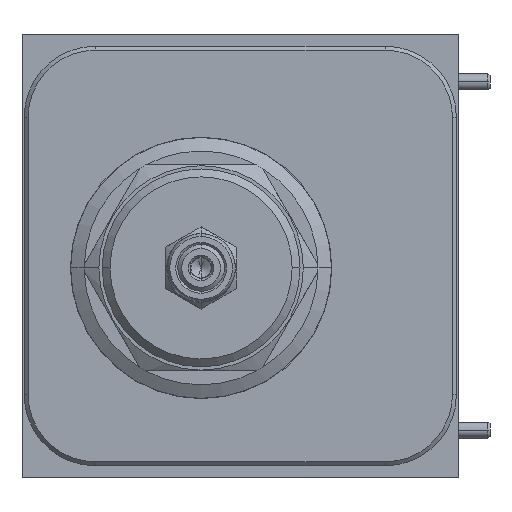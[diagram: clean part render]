
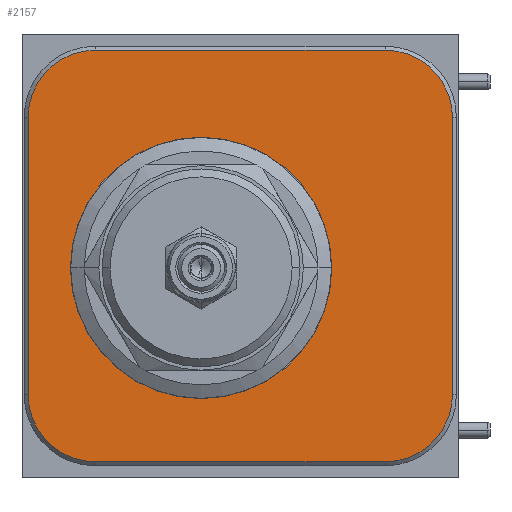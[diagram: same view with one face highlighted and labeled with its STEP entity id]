
A CAD part, left-side view. The second image highlights one B-rep face of the part: STEP entity #2157.
In plain terms, the highlighted planar face has unit normal (-1, 0, 0).
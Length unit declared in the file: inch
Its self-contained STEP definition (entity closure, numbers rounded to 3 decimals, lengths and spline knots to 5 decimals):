
#57=CARTESIAN_POINT('',(0.,-2.868,0.656));
#58=DIRECTION('',(1.,0.,0.));
#59=DIRECTION('',(0.,-1.,0.));
#60=AXIS2_PLACEMENT_3D('',#57,#58,#59);
#71=CARTESIAN_POINT('',(0.,-1.414,1.656));
#72=DIRECTION('',(1.,0.,0.));
#73=DIRECTION('',(0.,0.,-1.));
#74=AXIS2_PLACEMENT_3D('',#71,#72,#73);
#76=CARTESIAN_POINT('',(0.,-1.414,1.656));
#77=DIRECTION('',(1.,0.,0.));
#78=DIRECTION('',(0.,0.,1.));
#79=AXIS2_PLACEMENT_3D('',#76,#77,#78);
#1574=DIRECTION('',(0.,1.,0.));
#1575=VECTOR('',#1574,2.289);
#1576=CARTESIAN_POINT('',(0.,-2.868,0.125));
#1577=LINE('',#1576,#1575);
#1594=CARTESIAN_POINT('',(0.,-0.579,0.656));
#1595=DIRECTION('',(1.,0.,0.));
#1596=DIRECTION('',(0.,0.,-1.));
#1597=AXIS2_PLACEMENT_3D('',#1594,#1595,#1596);
#1612=DIRECTION('',(0.,0.,1.));
#1613=VECTOR('',#1612,2.188);
#1614=CARTESIAN_POINT('',(0.,-0.048,0.656));
#1615=LINE('',#1614,#1613);
#1628=CARTESIAN_POINT('',(0.,-0.579,2.844));
#1629=DIRECTION('',(1.,0.,0.));
#1630=DIRECTION('',(0.,1.,0.));
#1631=AXIS2_PLACEMENT_3D('',#1628,#1629,#1630);
#1642=DIRECTION('',(0.,-1.,0.));
#1643=VECTOR('',#1642,2.289);
#1644=CARTESIAN_POINT('',(0.,-0.579,3.375));
#1645=LINE('',#1644,#1643);
#1662=CARTESIAN_POINT('',(0.,-2.868,2.844));
#1663=DIRECTION('',(1.,0.,0.));
#1664=DIRECTION('',(0.,0.,1.));
#1665=AXIS2_PLACEMENT_3D('',#1662,#1663,#1664);
#1676=DIRECTION('',(0.,0.,-1.));
#1677=VECTOR('',#1676,2.188);
#1678=CARTESIAN_POINT('',(0.,-3.399,2.844));
#1679=LINE('',#1678,#1677);
#1740=CARTESIAN_POINT('',(0.,-1.414,0.624));
#1741=CARTESIAN_POINT('',(0.,-1.414,2.688));
#1742=VERTEX_POINT('',#1740);
#1743=VERTEX_POINT('',#1741);
#1782=CARTESIAN_POINT('',(0.,-0.048,0.656));
#1783=CARTESIAN_POINT('',(0.,-0.048,2.844));
#1784=VERTEX_POINT('',#1782);
#1785=VERTEX_POINT('',#1783);
#1790=CARTESIAN_POINT('',(0.,-0.579,3.375));
#1791=VERTEX_POINT('',#1790);
#1794=CARTESIAN_POINT('',(0.,-2.868,3.375));
#1795=VERTEX_POINT('',#1794);
#1798=CARTESIAN_POINT('',(0.,-3.399,2.844));
#1799=VERTEX_POINT('',#1798);
#1802=CARTESIAN_POINT('',(0.,-3.399,0.656));
#1803=VERTEX_POINT('',#1802);
#1806=CARTESIAN_POINT('',(0.,-2.868,0.125));
#1807=VERTEX_POINT('',#1806);
#1810=CARTESIAN_POINT('',(0.,-0.579,0.125));
#1811=VERTEX_POINT('',#1810);
#2129=CARTESIAN_POINT('',(0.,0.,0.));
#2130=DIRECTION('',(-1.,0.,0.));
#2131=DIRECTION('',(0.,-1.,0.));
#2132=AXIS2_PLACEMENT_3D('',#2129,#2130,#2131);
#2133=PLANE('',#2132);
#2134=ORIENTED_EDGE('',*,*,#2119,.T.);
#2136=ORIENTED_EDGE('',*,*,#2135,.T.);
#2138=ORIENTED_EDGE('',*,*,#2137,.T.);
#2140=ORIENTED_EDGE('',*,*,#2139,.T.);
#2142=ORIENTED_EDGE('',*,*,#2141,.T.);
#2144=ORIENTED_EDGE('',*,*,#2143,.T.);
#2146=ORIENTED_EDGE('',*,*,#2145,.T.);
#2148=ORIENTED_EDGE('',*,*,#2147,.T.);
#2149=EDGE_LOOP('',(#2134,#2136,#2138,#2140,#2142,#2144,#2146,#2148));
#2150=FACE_OUTER_BOUND('',#2149,.F.);
#2152=ORIENTED_EDGE('',*,*,#2151,.F.);
#2154=ORIENTED_EDGE('',*,*,#2153,.F.);
#2155=EDGE_LOOP('',(#2152,#2154));
#2156=FACE_BOUND('',#2155,.F.);
#2157=ADVANCED_FACE('',(#2150,#2156),#2133,.T.);
#61=CIRCLE('',#60,0.531);
#75=CIRCLE('',#74,1.032);
#80=CIRCLE('',#79,1.032);
#1598=CIRCLE('',#1597,0.531);
#1632=CIRCLE('',#1631,0.531);
#1666=CIRCLE('',#1665,0.531);
#2119=EDGE_CURVE('',#1803,#1807,#61,.T.);
#2135=EDGE_CURVE('',#1807,#1811,#1577,.T.);
#2137=EDGE_CURVE('',#1811,#1784,#1598,.T.);
#2139=EDGE_CURVE('',#1784,#1785,#1615,.T.);
#2141=EDGE_CURVE('',#1785,#1791,#1632,.T.);
#2143=EDGE_CURVE('',#1791,#1795,#1645,.T.);
#2145=EDGE_CURVE('',#1795,#1799,#1666,.T.);
#2147=EDGE_CURVE('',#1799,#1803,#1679,.T.);
#2151=EDGE_CURVE('',#1742,#1743,#75,.T.);
#2153=EDGE_CURVE('',#1743,#1742,#80,.T.);
